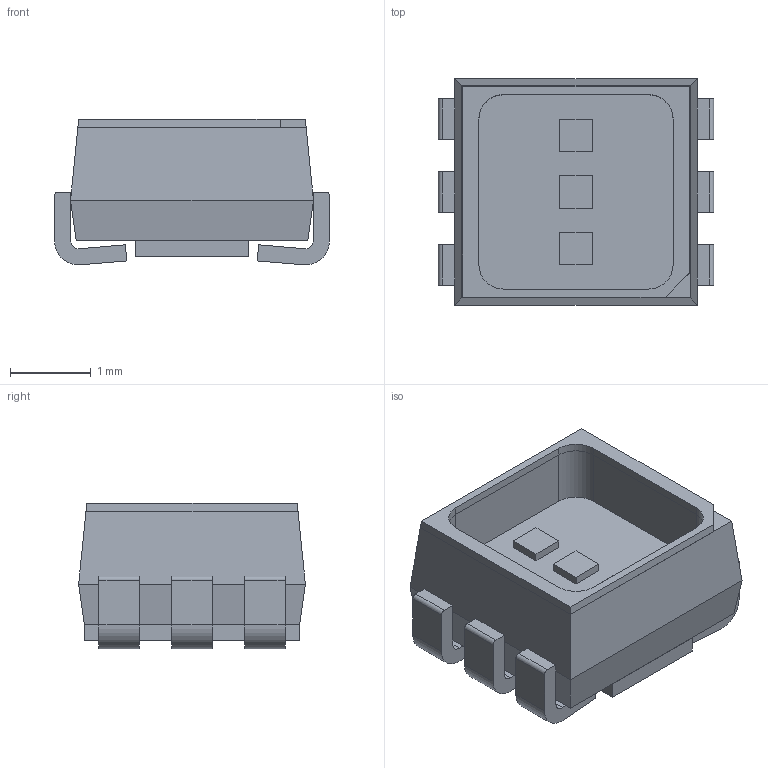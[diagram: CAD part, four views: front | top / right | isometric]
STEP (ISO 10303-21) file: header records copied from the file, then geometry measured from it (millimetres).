
FILE_DESCRIPTION((''),'2;1');
FILE_NAME('LED_AVAGO_ASMT-YTB2-0BB02.stp','2011-08-08T11:53:46',(''),(''),'Mechanical Desktop 2011','Mechanical Desktop 2011',', , ');
FILE_SCHEMA(('AUTOMOTIVE_DESIGN { 1 2 10303 214 1 1 1 1 }'));
Length unit declared in the file: millimetre
Products named in the file (1): Product
Bounding box: 3.4 x 2.8 x 1.8 mm (x, y, z)
Volume: 9 mm3; surface area: 79.9 mm2
Topology: 13 solids, 13 shells, 134 faces, 317 edges, 210 vertices
Faces by surface type: plane 78, bspline 35, cylinder 21
Entity records: 4018 total; most frequent: CARTESIAN_POINT 893, ORIENTED_EDGE 634, DIRECTION 577, EDGE_CURVE 317, VECTOR 257, LINE 257, VERTEX_POINT 210, AXIS2_PLACEMENT_3D 160
